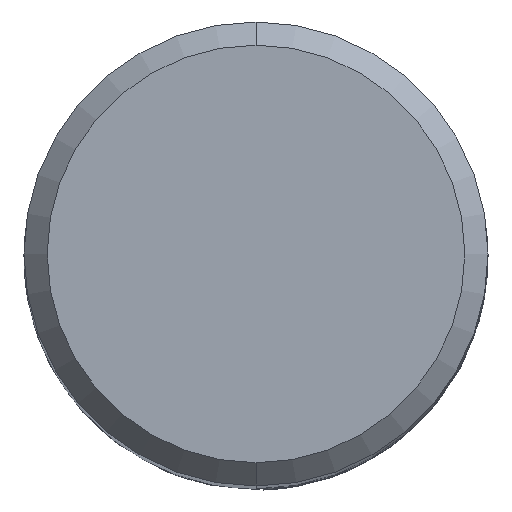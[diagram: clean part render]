
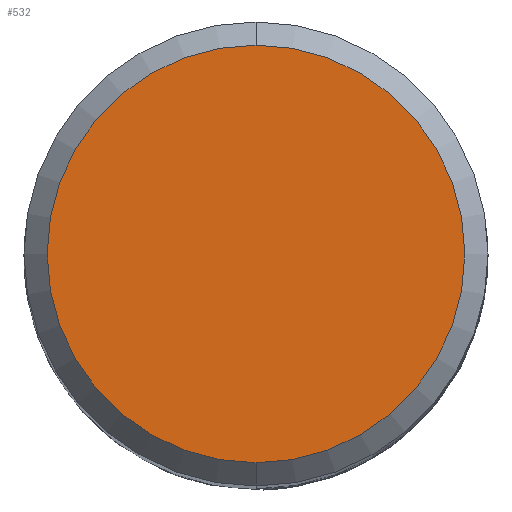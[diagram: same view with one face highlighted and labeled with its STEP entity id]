
A CAD part, top view. The second image highlights one B-rep face of the part: STEP entity #532.
In plain terms, the highlighted planar face has unit normal (0, 0, 1).
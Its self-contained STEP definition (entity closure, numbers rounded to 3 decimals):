
#488=VERTEX_POINT('',#1348);
#532=ADVANCED_FACE('',(#1401),#1402,.T.);
#856=VERTEX_POINT('',#1755);
#998=EDGE_CURVE('',#856,#488,#1907,.T.);
#1062=EDGE_CURVE('',#488,#856,#1977,.T.);
#1348=CARTESIAN_POINT('',(0.0,7.2,0.0));
#1401=FACE_OUTER_BOUND('',#3293,.T.);
#1402=PLANE('',#3294);
#1755=CARTESIAN_POINT('',(0.,-7.2,0.0));
#1907=CIRCLE('',#7485,7.2);
#1977=CIRCLE('',#8270,7.2);
#3293=EDGE_LOOP('',(#10440,#10441));
#3294=AXIS2_PLACEMENT_3D('',#10442,#10443,#10444);
#7485=AXIS2_PLACEMENT_3D('',#10927,#10928,#10929);
#8270=AXIS2_PLACEMENT_3D('',#10995,#10996,#10997);
#10440=ORIENTED_EDGE('',*,*,#1062,.F.);
#10441=ORIENTED_EDGE('',*,*,#998,.F.);
#10442=CARTESIAN_POINT('',(0.0,3.6,0.0));
#10443=DIRECTION('',(-0.0,0.0,1.0));
#10444=DIRECTION('',(0.0,-1.0,0.0));
#10927=CARTESIAN_POINT('',(0.0,0.0,0.0));
#10928=DIRECTION('',(0.0,0.0,-1.0));
#10929=DIRECTION('',(0.0,1.0,0.0));
#10995=CARTESIAN_POINT('',(0.0,0.0,0.0));
#10996=DIRECTION('',(0.0,0.0,-1.0));
#10997=DIRECTION('',(0.0,1.0,0.0));
